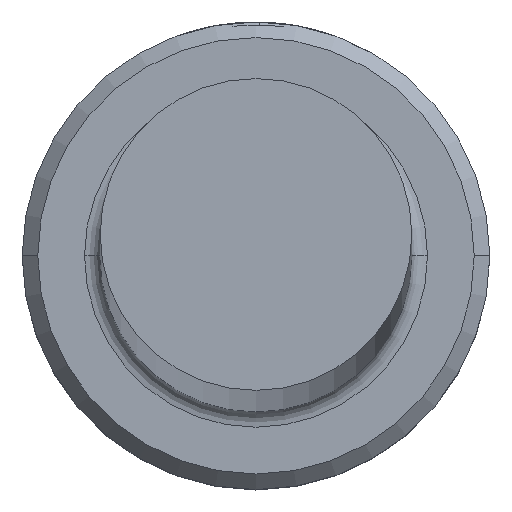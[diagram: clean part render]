
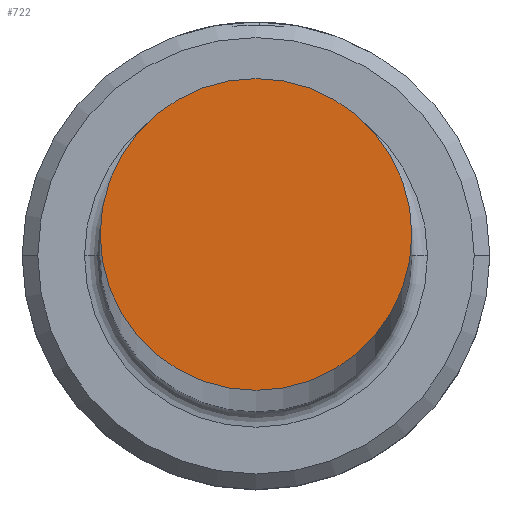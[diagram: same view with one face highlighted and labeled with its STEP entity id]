
A CAD part, top view. The second image highlights one B-rep face of the part: STEP entity #722.
In plain terms, the highlighted planar face has unit normal (0, 0, 1).
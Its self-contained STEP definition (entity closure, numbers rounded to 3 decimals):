
#18 = PLANE ( 'NONE',  #1148 ) ;
#58 = AXIS2_PLACEMENT_3D ( 'NONE', #894, #320, #982 ) ;
#109 = CARTESIAN_POINT ( 'NONE',  ( 0., 0., 400. ) ) ;
#151 = CIRCLE ( 'NONE', #58, 5. ) ;
#180 = VERTEX_POINT ( 'NONE', #882 ) ;
#207 = DIRECTION ( 'NONE',  ( 1., 0., 0. ) ) ;
#320 = DIRECTION ( 'NONE',  ( 0., 0., 1. ) ) ;
#359 = EDGE_CURVE ( 'NONE', #687, #180, #553, .T. ) ;
#408 = FACE_OUTER_BOUND ( 'NONE', #978, .T. ) ;
#553 = CIRCLE ( 'NONE', #694, 5. ) ;
#687 = VERTEX_POINT ( 'NONE', #822 ) ;
#694 = AXIS2_PLACEMENT_3D ( 'NONE', #918, #833, #738 ) ;
#722 = ADVANCED_FACE ( 'NONE', ( #408 ), #18, .T. ) ;
#738 = DIRECTION ( 'NONE',  ( 1., 0., 0. ) ) ;
#784 = DIRECTION ( 'NONE',  ( 0., 0., 1. ) ) ;
#822 = CARTESIAN_POINT ( 'NONE',  ( -5., 0., 400. ) ) ;
#833 = DIRECTION ( 'NONE',  ( 0., 0., 1. ) ) ;
#874 = ORIENTED_EDGE ( 'NONE', *, *, #1123, .T. ) ;
#882 = CARTESIAN_POINT ( 'NONE',  ( 5., 0., 400. ) ) ;
#894 = CARTESIAN_POINT ( 'NONE',  ( 0., 0., 400. ) ) ;
#910 = ORIENTED_EDGE ( 'NONE', *, *, #359, .T. ) ;
#918 = CARTESIAN_POINT ( 'NONE',  ( 0., 0., 400. ) ) ;
#978 = EDGE_LOOP ( 'NONE', ( #910, #874 ) ) ;
#982 = DIRECTION ( 'NONE',  ( 1., 0., 0. ) ) ;
#1123 = EDGE_CURVE ( 'NONE', #180, #687, #151, .T. ) ;
#1148 = AXIS2_PLACEMENT_3D ( 'NONE', #109, #784, #207 ) ;
